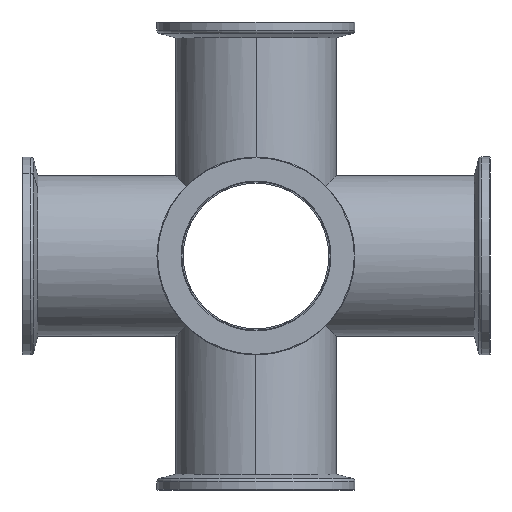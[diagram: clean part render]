
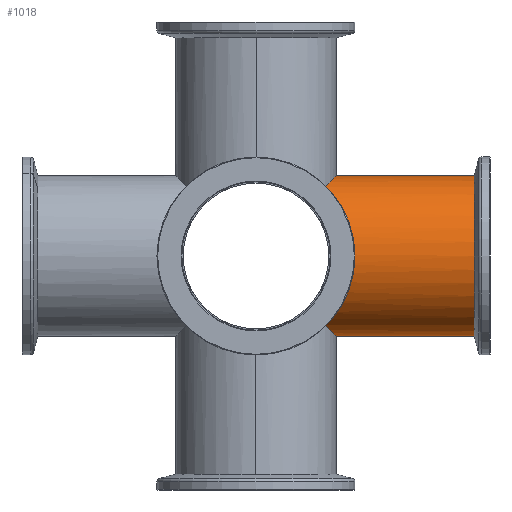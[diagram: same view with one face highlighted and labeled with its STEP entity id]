
A CAD part, left-side view. The second image highlights one B-rep face of the part: STEP entity #1018.
In plain terms, the highlighted cylindrical face has radius 22.25 mm (diameter 44.5 mm), a partial arc.
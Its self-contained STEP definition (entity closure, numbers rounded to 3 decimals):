
#63 = CARTESIAN_POINT ( 'NONE',  ( 0., -22.25, -22.25 ) ) ;
#83 = CARTESIAN_POINT ( 'NONE',  ( -5.98, -22.25, -22.25 ) ) ;
#133 = CARTESIAN_POINT ( 'NONE',  ( 0., 61.5, 0. ) ) ;
#183 = CARTESIAN_POINT ( 'NONE',  ( -15.733, -15.733, 15.733 ) ) ;
#204 = AXIS2_PLACEMENT_3D ( 'NONE', #2341, #2557, #1519 ) ;
#296 = CARTESIAN_POINT ( 'NONE',  ( -11.505, -19.962, -19.962 ) ) ;
#336 =( BOUNDED_CURVE ( )  B_SPLINE_CURVE ( 3, ( #2132, #1253, #2318, #2536 ),
 .UNSPECIFIED., .F., .F. ) 
 B_SPLINE_CURVE_WITH_KNOTS ( ( 4, 4 ),
 ( 5.498, 7.069 ),
 .UNSPECIFIED. ) 
 CURVE ( )  GEOMETRIC_REPRESENTATION_ITEM ( )  RATIONAL_B_SPLINE_CURVE ( ( 1., 0.805, 0.805, 1. ) ) 
 REPRESENTATION_ITEM ( '' )  );
#400 = CARTESIAN_POINT ( 'NONE',  ( 0., -22.25, 22.25 ) ) ;
#406 = LINE ( 'NONE', #2306, #1469 ) ;
#420 = CARTESIAN_POINT ( 'NONE',  ( 0., -61.5, 22.25 ) ) ;
#436 = EDGE_LOOP ( 'NONE', ( #1064, #2209, #1416, #1715, #1572, #634 ) ) ;
#442 =( BOUNDED_CURVE ( )  B_SPLINE_CURVE ( 3, ( #183, #2146, #853, #1487 ),
 .UNSPECIFIED., .F., .T. ) 
 B_SPLINE_CURVE_WITH_KNOTS ( ( 4, 4 ),
 ( 5.498, 6.283 ),
 .UNSPECIFIED. ) 
 CURVE ( )  GEOMETRIC_REPRESENTATION_ITEM ( )  RATIONAL_B_SPLINE_CURVE ( ( 1., 0.949, 0.949, 1. ) ) 
 REPRESENTATION_ITEM ( '' )  );
#556 = CARTESIAN_POINT ( 'NONE',  ( -15.733, -15.733, 15.733 ) ) ;
#561 = VERTEX_POINT ( 'NONE', #420 ) ;
#572 = DIRECTION ( 'NONE',  ( 0., -1., 0. ) ) ;
#628 = EDGE_CURVE ( 'NONE', #2634, #1077, #1510, .T. ) ;
#634 = ORIENTED_EDGE ( 'NONE', *, *, #1440, .T. ) ;
#639 = CARTESIAN_POINT ( 'NONE',  ( 0., -22.25, -22.25 ) ) ;
#853 = CARTESIAN_POINT ( 'NONE',  ( -5.98, -22.25, 22.25 ) ) ;
#857 = VERTEX_POINT ( 'NONE', #400 ) ;
#1018 = ADVANCED_FACE ( 'NONE', ( #1870 ), #2478, .T. ) ;
#1064 = ORIENTED_EDGE ( 'NONE', *, *, #1171, .F. ) ;
#1070 = VECTOR ( 'NONE', #1315, 1000. ) ;
#1077 = VERTEX_POINT ( 'NONE', #1656 ) ;
#1101 =( BOUNDED_CURVE ( )  B_SPLINE_CURVE ( 3, ( #2461, #296, #83, #63 ),
 .UNSPECIFIED., .F., .F. ) 
 B_SPLINE_CURVE_WITH_KNOTS ( ( 4, 4 ),
 ( 5.498, 6.283 ),
 .UNSPECIFIED. ) 
 CURVE ( )  GEOMETRIC_REPRESENTATION_ITEM ( )  RATIONAL_B_SPLINE_CURVE ( ( 1., 0.949, 0.949, 1. ) ) 
 REPRESENTATION_ITEM ( '' )  );
#1171 = EDGE_CURVE ( 'NONE', #857, #561, #406, .T. ) ;
#1253 = CARTESIAN_POINT ( 'NONE',  ( -24.949, -24.949, -6.517 ) ) ;
#1264 = CARTESIAN_POINT ( 'NONE',  ( -15.733, -15.733, -15.733 ) ) ;
#1281 = EDGE_CURVE ( 'NONE', #2162, #2634, #1101, .T. ) ;
#1315 = DIRECTION ( 'NONE',  ( 0., -1., 0. ) ) ;
#1340 = AXIS2_PLACEMENT_3D ( 'NONE', #133, #572, #1814 ) ;
#1374 = CIRCLE ( 'NONE', #204, 22.25 ) ;
#1416 = ORIENTED_EDGE ( 'NONE', *, *, #2171, .F. ) ;
#1440 = EDGE_CURVE ( 'NONE', #1077, #561, #1374, .T. ) ;
#1463 = DIRECTION ( 'NONE',  ( 0., -1., 0. ) ) ;
#1469 = VECTOR ( 'NONE', #1463, 1000. ) ;
#1487 = CARTESIAN_POINT ( 'NONE',  ( 0., -22.25, 22.25 ) ) ;
#1510 = LINE ( 'NONE', #1532, #1070 ) ;
#1519 = DIRECTION ( 'NONE',  ( 0., 0., 1. ) ) ;
#1532 = CARTESIAN_POINT ( 'NONE',  ( 0., 61.5, -22.25 ) ) ;
#1572 = ORIENTED_EDGE ( 'NONE', *, *, #628, .T. ) ;
#1656 = CARTESIAN_POINT ( 'NONE',  ( 0., -61.5, -22.25 ) ) ;
#1715 = ORIENTED_EDGE ( 'NONE', *, *, #1281, .T. ) ;
#1814 = DIRECTION ( 'NONE',  ( 0., 0., -1. ) ) ;
#1870 = FACE_OUTER_BOUND ( 'NONE', #436, .T. ) ;
#2086 = EDGE_CURVE ( 'NONE', #2366, #857, #442, .T. ) ;
#2132 = CARTESIAN_POINT ( 'NONE',  ( -15.733, -15.733, -15.733 ) ) ;
#2146 = CARTESIAN_POINT ( 'NONE',  ( -11.505, -19.962, 19.962 ) ) ;
#2162 = VERTEX_POINT ( 'NONE', #1264 ) ;
#2171 = EDGE_CURVE ( 'NONE', #2162, #2366, #336, .T. ) ;
#2209 = ORIENTED_EDGE ( 'NONE', *, *, #2086, .F. ) ;
#2306 = CARTESIAN_POINT ( 'NONE',  ( 0., 61.5, 22.25 ) ) ;
#2318 = CARTESIAN_POINT ( 'NONE',  ( -24.949, -24.949, 6.517 ) ) ;
#2341 = CARTESIAN_POINT ( 'NONE',  ( 0., -61.5, 0. ) ) ;
#2366 = VERTEX_POINT ( 'NONE', #556 ) ;
#2461 = CARTESIAN_POINT ( 'NONE',  ( -15.733, -15.733, -15.733 ) ) ;
#2478 = CYLINDRICAL_SURFACE ( 'NONE', #1340, 22.25 ) ;
#2536 = CARTESIAN_POINT ( 'NONE',  ( -15.733, -15.733, 15.733 ) ) ;
#2557 = DIRECTION ( 'NONE',  ( 0., 1., 0. ) ) ;
#2634 = VERTEX_POINT ( 'NONE', #639 ) ;
